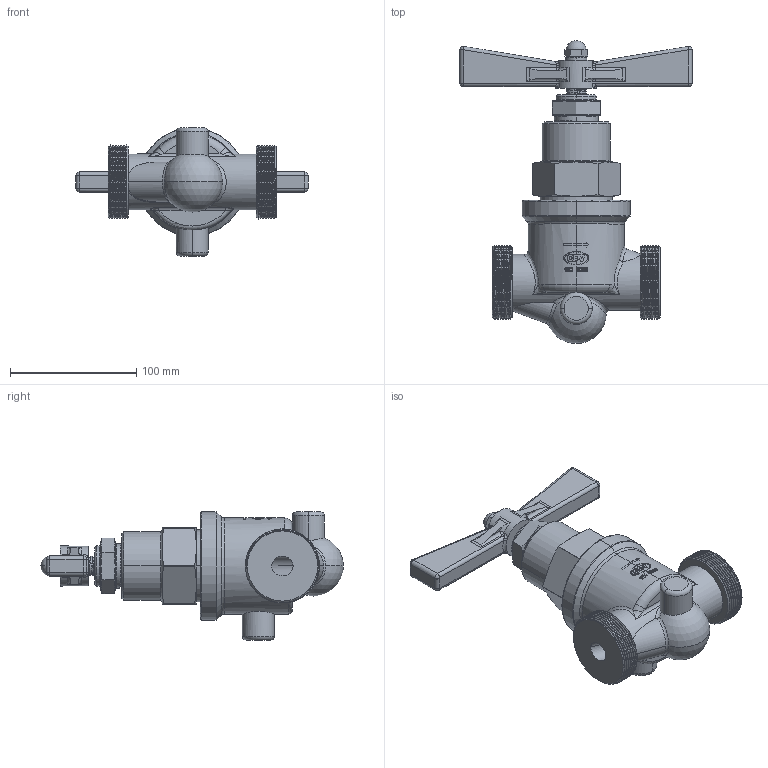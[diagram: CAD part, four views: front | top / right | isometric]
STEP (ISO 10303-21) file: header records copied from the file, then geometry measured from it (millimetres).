
FILE_DESCRIPTION (( 'STEP AP214' ), '1' );
FILE_NAME ('380-5.STEP', '2018-01-25T17:10:24', ( '' ), ( '' ), 'SwSTEP 2.0', 'SolidWorks 2018', '' );
FILE_SCHEMA (( 'AUTOMOTIVE_DESIGN' ));
Length unit declared in the file: inch
Products named in the file (1): 380-5
Bounding box: 184.15 x 240.32 x 101.6 mm (x, y, z)
Volume: 1180870.2 mm3; surface area: 177489.3 mm2
Topology: 5 solids, 5 shells, 937 faces, 2553 edges, 1600 vertices
Faces by surface type: cylinder 378, plane 185, bspline 157, torus 102, cone 92, sphere 23
Entity records: 76446 total; most frequent: CARTESIAN_POINT 51521, ORIENTED_EDGE 5058, DIRECTION 3581, EDGE_CURVE 2529, VERTEX_POINT 1596, AXIS2_PLACEMENT_3D 1493, EDGE_LOOP 981, ADVANCED_FACE 937
